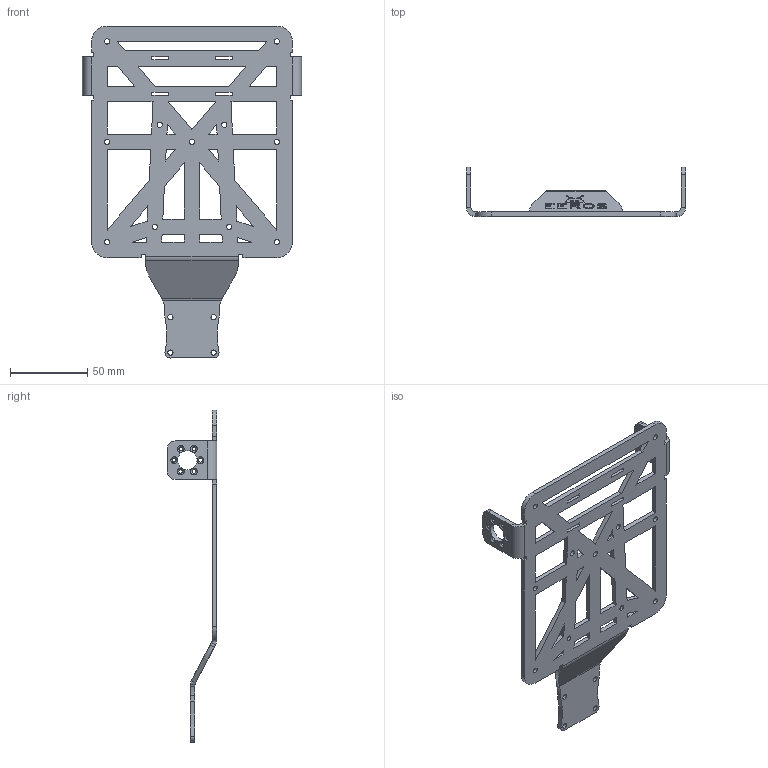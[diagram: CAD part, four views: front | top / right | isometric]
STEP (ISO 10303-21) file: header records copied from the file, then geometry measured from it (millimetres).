
FILE_DESCRIPTION(/* description */ (''),/* implementation_level */ '2;1');
FILE_NAME(/* name */ 'base plate v6.step',/* time_stamp */ '2023-02-20T12:27:33+01:00',/* author */ (''),/* organization */ (''),/* preprocessor_version */ 'ST-DEVELOPER v19.2',/* originating_system */ 'Autodesk Translation Framework v11.17.0.187',/* authorisation */ '');
FILE_SCHEMA (('AUTOMOTIVE_DESIGN { 1 0 10303 214 3 1 1 }'));
Length unit declared in the file: millimetre
Products named in the file (1): base plate
Bounding box: 142 x 32 x 215 mm (x, y, z)
Volume: 51222.6 mm3; surface area: 42375.4 mm2
Topology: 1 solids, 1 shells, 285 faces, 773 edges, 502 vertices
Faces by surface type: plane 197, cylinder 66, cone 12, bspline 10
Full cylindrical faces by diameter (mm): 2 x2, 2.4 x12, 3.4 x15, 5.4 x1, 7.2 x1, 12.5 x2
Entity records: 9446 total; most frequent: CARTESIAN_POINT 1979, ORIENTED_EDGE 1546, DIRECTION 1439, EDGE_CURVE 773, LINE 607, VECTOR 607, VERTEX_POINT 502, AXIS2_PLACEMENT_3D 416
